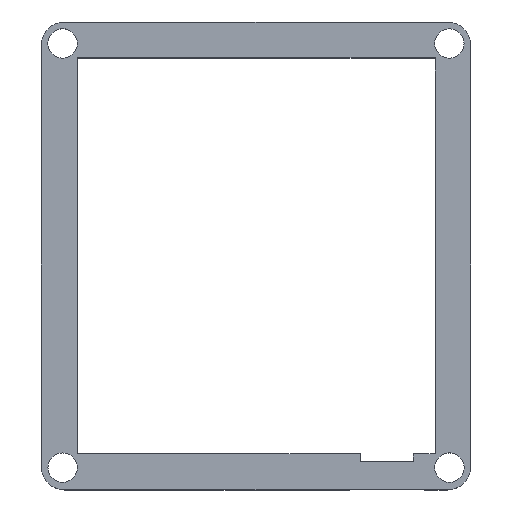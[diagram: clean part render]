
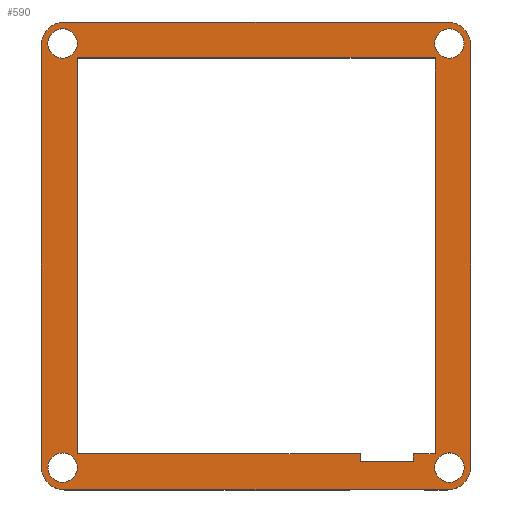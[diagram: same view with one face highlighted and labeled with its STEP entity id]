
A CAD part, top view. The second image highlights one B-rep face of the part: STEP entity #590.
In plain terms, the highlighted planar face has unit normal (0, 0, 1).
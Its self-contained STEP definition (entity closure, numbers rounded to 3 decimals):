
#15=FACE_BOUND('',#89,.T.);
#16=FACE_BOUND('',#90,.T.);
#17=FACE_BOUND('',#91,.T.);
#18=FACE_BOUND('',#92,.T.);
#19=FACE_BOUND('',#93,.T.);
#32=PLANE('',#649);
#59=FACE_OUTER_BOUND('',#88,.T.);
#88=EDGE_LOOP('',(#460,#461,#462,#463,#464,#465,#466,#467));
#89=EDGE_LOOP('',(#468));
#90=EDGE_LOOP('',(#469));
#91=EDGE_LOOP('',(#470));
#92=EDGE_LOOP('',(#471));
#93=EDGE_LOOP('',(#472,#473,#474,#475,#476,#477,#478,#479));
#116=LINE('',#870,#178);
#122=LINE('',#891,#184);
#126=LINE('',#902,#188);
#130=LINE('',#911,#192);
#134=LINE('',#918,#196);
#136=LINE('',#923,#198);
#139=LINE('',#929,#201);
#143=LINE('',#936,#205);
#144=LINE('',#938,#206);
#145=LINE('',#940,#207);
#146=LINE('',#942,#208);
#147=LINE('',#943,#209);
#178=VECTOR('',#708,10.);
#184=VECTOR('',#728,10.);
#188=VECTOR('',#740,10.);
#192=VECTOR('',#746,10.);
#196=VECTOR('',#752,10.);
#198=VECTOR('',#756,10.);
#201=VECTOR('',#761,10.);
#205=VECTOR('',#767,10.);
#206=VECTOR('',#770,10.);
#207=VECTOR('',#771,10.);
#208=VECTOR('',#772,10.);
#209=VECTOR('',#773,10.);
#234=CIRCLE('',#618,2.5);
#236=CIRCLE('',#621,2.5);
#238=CIRCLE('',#624,2.5);
#240=CIRCLE('',#627,2.5);
#242=CIRCLE('',#630,4.);
#244=CIRCLE('',#634,4.);
#246=CIRCLE('',#637,4.);
#248=CIRCLE('',#641,4.);
#256=VERTEX_POINT('',#836);
#258=VERTEX_POINT('',#842);
#260=VERTEX_POINT('',#848);
#262=VERTEX_POINT('',#854);
#264=VERTEX_POINT('',#860);
#265=VERTEX_POINT('',#861);
#268=VERTEX_POINT('',#869);
#270=VERTEX_POINT('',#875);
#272=VERTEX_POINT('',#881);
#273=VERTEX_POINT('',#882);
#276=VERTEX_POINT('',#890);
#278=VERTEX_POINT('',#896);
#282=VERTEX_POINT('',#908);
#283=VERTEX_POINT('',#910);
#285=VERTEX_POINT('',#916);
#287=VERTEX_POINT('',#922);
#289=VERTEX_POINT('',#927);
#290=VERTEX_POINT('',#932);
#292=VERTEX_POINT('',#939);
#293=VERTEX_POINT('',#941);
#312=EDGE_CURVE('',#256,#256,#234,.T.);
#315=EDGE_CURVE('',#258,#258,#236,.T.);
#318=EDGE_CURVE('',#260,#260,#238,.T.);
#321=EDGE_CURVE('',#262,#262,#240,.T.);
#324=EDGE_CURVE('',#264,#265,#242,.T.);
#328=EDGE_CURVE('',#264,#268,#116,.T.);
#331=EDGE_CURVE('',#270,#268,#244,.T.);
#334=EDGE_CURVE('',#272,#273,#246,.T.);
#338=EDGE_CURVE('',#276,#272,#122,.T.);
#341=EDGE_CURVE('',#278,#276,#248,.T.);
#344=EDGE_CURVE('',#265,#278,#126,.T.);
#348=EDGE_CURVE('',#283,#282,#130,.T.);
#352=EDGE_CURVE('',#282,#285,#134,.T.);
#354=EDGE_CURVE('',#287,#283,#136,.T.);
#357=EDGE_CURVE('',#285,#289,#139,.T.);
#361=EDGE_CURVE('',#290,#287,#143,.T.);
#362=EDGE_CURVE('',#273,#270,#144,.T.);
#363=EDGE_CURVE('',#289,#292,#145,.T.);
#364=EDGE_CURVE('',#292,#293,#146,.T.);
#365=EDGE_CURVE('',#293,#290,#147,.T.);
#460=ORIENTED_EDGE('',*,*,#324,.T.);
#461=ORIENTED_EDGE('',*,*,#344,.T.);
#462=ORIENTED_EDGE('',*,*,#341,.T.);
#463=ORIENTED_EDGE('',*,*,#338,.T.);
#464=ORIENTED_EDGE('',*,*,#334,.T.);
#465=ORIENTED_EDGE('',*,*,#362,.T.);
#466=ORIENTED_EDGE('',*,*,#331,.T.);
#467=ORIENTED_EDGE('',*,*,#328,.F.);
#468=ORIENTED_EDGE('',*,*,#312,.T.);
#469=ORIENTED_EDGE('',*,*,#315,.T.);
#470=ORIENTED_EDGE('',*,*,#318,.T.);
#471=ORIENTED_EDGE('',*,*,#321,.T.);
#472=ORIENTED_EDGE('',*,*,#363,.T.);
#473=ORIENTED_EDGE('',*,*,#364,.T.);
#474=ORIENTED_EDGE('',*,*,#365,.T.);
#475=ORIENTED_EDGE('',*,*,#361,.T.);
#476=ORIENTED_EDGE('',*,*,#354,.T.);
#477=ORIENTED_EDGE('',*,*,#348,.T.);
#478=ORIENTED_EDGE('',*,*,#352,.T.);
#479=ORIENTED_EDGE('',*,*,#357,.T.);
#590=ADVANCED_FACE('',(#59,#15,#16,#17,#18,#19),#32,.T.);
#618=AXIS2_PLACEMENT_3D('',#837,#672,#673);
#621=AXIS2_PLACEMENT_3D('',#843,#679,#680);
#624=AXIS2_PLACEMENT_3D('',#849,#686,#687);
#627=AXIS2_PLACEMENT_3D('',#855,#693,#694);
#630=AXIS2_PLACEMENT_3D('',#862,#700,#701);
#634=AXIS2_PLACEMENT_3D('',#876,#713,#714);
#637=AXIS2_PLACEMENT_3D('',#883,#720,#721);
#641=AXIS2_PLACEMENT_3D('',#897,#733,#734);
#649=AXIS2_PLACEMENT_3D('',#937,#768,#769);
#672=DIRECTION('center_axis',(0.,0.,-1.));
#673=DIRECTION('ref_axis',(-1.,0.,0.));
#679=DIRECTION('center_axis',(0.,0.,-1.));
#680=DIRECTION('ref_axis',(-1.,0.,0.));
#686=DIRECTION('center_axis',(0.,0.,-1.));
#687=DIRECTION('ref_axis',(-1.,0.,0.));
#693=DIRECTION('center_axis',(0.,0.,-1.));
#694=DIRECTION('ref_axis',(-1.,0.,0.));
#700=DIRECTION('center_axis',(0.,0.,1.));
#701=DIRECTION('ref_axis',(1.,0.,0.));
#708=DIRECTION('',(0.,-1.,0.));
#713=DIRECTION('center_axis',(0.,0.,1.));
#714=DIRECTION('ref_axis',(0.,-1.,0.));
#720=DIRECTION('center_axis',(0.,0.,1.));
#721=DIRECTION('ref_axis',(-1.,0.,0.));
#728=DIRECTION('',(0.,-1.,0.));
#733=DIRECTION('center_axis',(0.,0.,1.));
#734=DIRECTION('ref_axis',(0.,1.,0.));
#740=DIRECTION('',(-1.,0.,0.));
#746=DIRECTION('',(1.,0.,0.));
#752=DIRECTION('',(0.,-1.,0.));
#756=DIRECTION('',(0.,1.,0.));
#761=DIRECTION('',(-1.,0.,0.));
#767=DIRECTION('',(-1.,0.,0.));
#768=DIRECTION('center_axis',(0.,0.,1.));
#769=DIRECTION('ref_axis',(1.,0.,0.));
#770=DIRECTION('',(1.,0.,0.));
#771=DIRECTION('',(0.,-1.,0.));
#772=DIRECTION('',(-1.,0.,0.));
#773=DIRECTION('',(0.,1.,0.));
#836=CARTESIAN_POINT('',(-30.358,32.845,1.9));
#837=CARTESIAN_POINT('Origin',(-32.858,32.845,1.9));
#842=CARTESIAN_POINT('',(35.346,32.843,1.9));
#843=CARTESIAN_POINT('Origin',(32.846,32.843,1.9));
#848=CARTESIAN_POINT('',(35.362,-39.198,1.9));
#849=CARTESIAN_POINT('Origin',(32.862,-39.198,1.9));
#854=CARTESIAN_POINT('',(-30.352,-39.203,1.9));
#855=CARTESIAN_POINT('Origin',(-32.852,-39.203,1.9));
#860=CARTESIAN_POINT('',(36.502,32.496,1.9));
#861=CARTESIAN_POINT('',(32.502,36.496,1.9));
#862=CARTESIAN_POINT('Origin',(32.502,32.496,1.9));
#869=CARTESIAN_POINT('',(36.502,-38.998,1.9));
#870=CARTESIAN_POINT('',(36.502,32.496,1.9));
#875=CARTESIAN_POINT('',(32.502,-42.998,1.9));
#876=CARTESIAN_POINT('Origin',(32.502,-38.998,1.9));
#881=CARTESIAN_POINT('',(-36.507,-38.998,1.9));
#882=CARTESIAN_POINT('',(-32.507,-42.998,1.9));
#883=CARTESIAN_POINT('Origin',(-32.507,-38.998,1.9));
#890=CARTESIAN_POINT('',(-36.507,32.496,1.9));
#891=CARTESIAN_POINT('',(-36.507,32.496,1.9));
#896=CARTESIAN_POINT('',(-32.507,36.496,1.9));
#897=CARTESIAN_POINT('Origin',(-32.507,32.496,1.9));
#902=CARTESIAN_POINT('',(32.502,36.496,1.9));
#908=CARTESIAN_POINT('',(30.438,30.384,1.9));
#910=CARTESIAN_POINT('',(-30.349,30.384,1.9));
#911=CARTESIAN_POINT('',(-15.176,30.384,1.9));
#916=CARTESIAN_POINT('',(30.438,-36.842,1.9));
#918=CARTESIAN_POINT('',(30.438,13.567,1.9));
#922=CARTESIAN_POINT('',(-30.349,-36.842,1.9));
#923=CARTESIAN_POINT('',(-30.349,-20.047,1.9));
#927=CARTESIAN_POINT('',(26.75,-36.842,1.9));
#929=CARTESIAN_POINT('',(15.218,-36.842,1.9));
#932=CARTESIAN_POINT('',(17.7,-36.842,1.9));
#936=CARTESIAN_POINT('',(15.218,-36.842,1.9));
#937=CARTESIAN_POINT('Origin',(-0.003,-3.251,1.9));
#938=CARTESIAN_POINT('',(-32.507,-42.998,1.9));
#939=CARTESIAN_POINT('',(26.75,-38.15,1.9));
#940=CARTESIAN_POINT('',(26.75,-19.876,1.9));
#941=CARTESIAN_POINT('',(17.7,-38.15,1.9));
#942=CARTESIAN_POINT('',(13.374,-38.15,1.9));
#943=CARTESIAN_POINT('',(17.7,-20.701,1.9));
